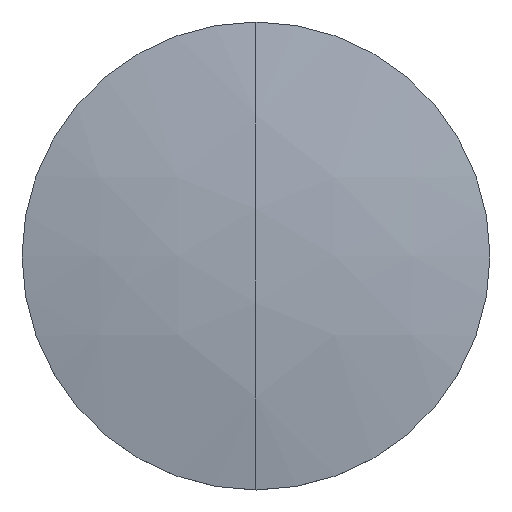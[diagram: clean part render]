
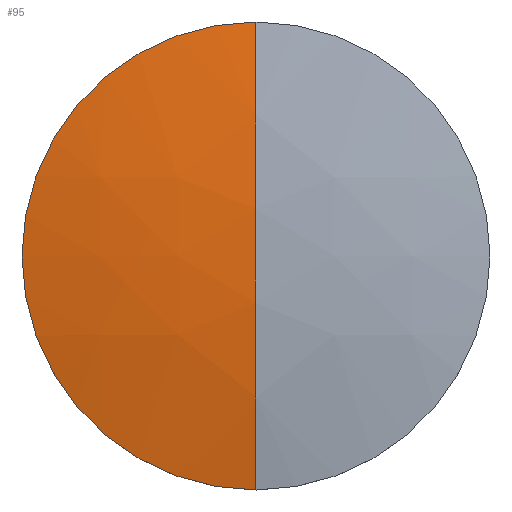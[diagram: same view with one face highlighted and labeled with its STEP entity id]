
A CAD part, top view. The second image highlights one B-rep face of the part: STEP entity #95.
In plain terms, the highlighted free-form (B-spline) face has degree [3, 3] with [4, 4] control points.
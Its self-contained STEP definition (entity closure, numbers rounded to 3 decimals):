
#2 = CARTESIAN_POINT ( 'NONE',  ( 0., 4.347, 4.459 ) ) ;
#8 = AXIS2_PLACEMENT_3D ( 'NONE', #189, #190, #221 ) ;
#9 = DIRECTION ( 'NONE',  ( 1., 0., 0. ) ) ;
#20 = CARTESIAN_POINT ( 'NONE',  ( -8.635, -4.347, 4.007 ) ) ;
#21 = CARTESIAN_POINT ( 'NONE',  ( -12.87, 4.347, 3.109 ) ) ;
#24 = CARTESIAN_POINT ( 'NONE',  ( -8.382, 12.85, 2.205 ) ) ;
#35 =( BOUNDED_SURFACE ( )  B_SPLINE_SURFACE ( 3, 3, ( 
 ( #65, #134, #109, #45 ),
 ( #88, #252, #20, #67 ),
 ( #2, #183, #167, #21 ),
 ( #251, #234, #24, #117 ) ),
 .UNSPECIFIED., .F., .F., .F. ) 
 B_SPLINE_SURFACE_WITH_KNOTS ( ( 4, 4 ),
 ( 4, 4 ),
 ( 0., 1. ),
 ( 0., 1. ),
 .UNSPECIFIED. ) 
 GEOMETRIC_REPRESENTATION_ITEM ( )  RATIONAL_B_SPLINE_SURFACE ( (
 ( 1., 0.996, 0.996, 1.),
 ( 0.985, 0.982, 0.982, 0.985),
 ( 0.985, 0.982, 0.982, 0.985),
 ( 1., 0.996, 0.996, 1.) ) ) 
 REPRESENTATION_ITEM ( '' )  SURFACE ( )  );
#45 = CARTESIAN_POINT ( 'NONE',  ( -12.494, -12.85, 1.333 ) ) ;
#65 = CARTESIAN_POINT ( 'NONE',  ( 0., -12.85, 2.644 ) ) ;
#67 = CARTESIAN_POINT ( 'NONE',  ( -12.87, -4.347, 3.109 ) ) ;
#70 = ORIENTED_EDGE ( 'NONE', *, *, #267, .F. ) ;
#74 = CARTESIAN_POINT ( 'NONE',  ( 0., 12.7, 2.676 ) ) ;
#88 = CARTESIAN_POINT ( 'NONE',  ( 0., -4.347, 4.459 ) ) ;
#93 = FACE_OUTER_BOUND ( 'NONE', #94, .T. ) ;
#94 = EDGE_LOOP ( 'NONE', ( #70, #172, #138 ) ) ;
#95 = ADVANCED_FACE ( 'NONE', ( #93 ), #35, .T. ) ;
#98 = CARTESIAN_POINT ( 'NONE',  ( 0., 0., 2.676 ) ) ;
#108 = CIRCLE ( 'NONE', #281, 12.7 ) ;
#109 = CARTESIAN_POINT ( 'NONE',  ( -8.382, -12.85, 2.205 ) ) ;
#117 = CARTESIAN_POINT ( 'NONE',  ( -12.494, 12.85, 1.333 ) ) ;
#129 = DIRECTION ( 'NONE',  ( 1., 0., 0. ) ) ;
#134 = CARTESIAN_POINT ( 'NONE',  ( -4.203, -12.85, 2.644 ) ) ;
#138 = ORIENTED_EDGE ( 'NONE', *, *, #207, .F. ) ;
#148 = EDGE_CURVE ( 'NONE', #180, #216, #258, .T. ) ;
#151 = CARTESIAN_POINT ( 'NONE',  ( 0., -12.7, 2.676 ) ) ;
#161 = DIRECTION ( 'NONE',  ( 0., 0., -1. ) ) ;
#167 = CARTESIAN_POINT ( 'NONE',  ( -8.635, 4.347, 4.007 ) ) ;
#172 = ORIENTED_EDGE ( 'NONE', *, *, #148, .T. ) ;
#179 = CARTESIAN_POINT ( 'NONE',  ( 0., 0., 2.676 ) ) ;
#180 = VERTEX_POINT ( 'NONE', #151 ) ;
#183 = CARTESIAN_POINT ( 'NONE',  ( -4.329, 4.347, 4.459 ) ) ;
#189 = CARTESIAN_POINT ( 'NONE',  ( 0., 0., -57.56 ) ) ;
#190 = DIRECTION ( 'NONE',  ( -1., 0., 0. ) ) ;
#204 = CIRCLE ( 'NONE', #255, 12.7 ) ;
#207 = EDGE_CURVE ( 'NONE', #211, #216, #204, .T. ) ;
#211 = VERTEX_POINT ( 'NONE', #257 ) ;
#216 = VERTEX_POINT ( 'NONE', #74 ) ;
#221 = DIRECTION ( 'NONE',  ( 0., -1., 0. ) ) ;
#234 = CARTESIAN_POINT ( 'NONE',  ( -4.203, 12.85, 2.644 ) ) ;
#239 = DIRECTION ( 'NONE',  ( 0., 0., -1. ) ) ;
#251 = CARTESIAN_POINT ( 'NONE',  ( 0., 12.85, 2.644 ) ) ;
#252 = CARTESIAN_POINT ( 'NONE',  ( -4.329, -4.347, 4.459 ) ) ;
#255 = AXIS2_PLACEMENT_3D ( 'NONE', #98, #239, #9 ) ;
#257 = CARTESIAN_POINT ( 'NONE',  ( -12.7, 0., 2.676 ) ) ;
#258 = CIRCLE ( 'NONE', #8, 61.56 ) ;
#267 = EDGE_CURVE ( 'NONE', #180, #211, #108, .T. ) ;
#281 = AXIS2_PLACEMENT_3D ( 'NONE', #179, #161, #129 ) ;
